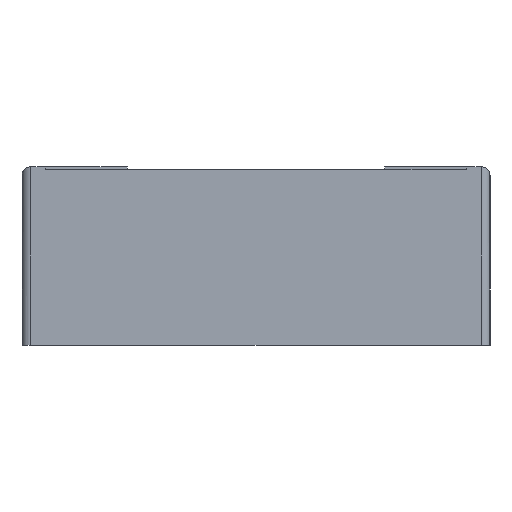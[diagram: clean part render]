
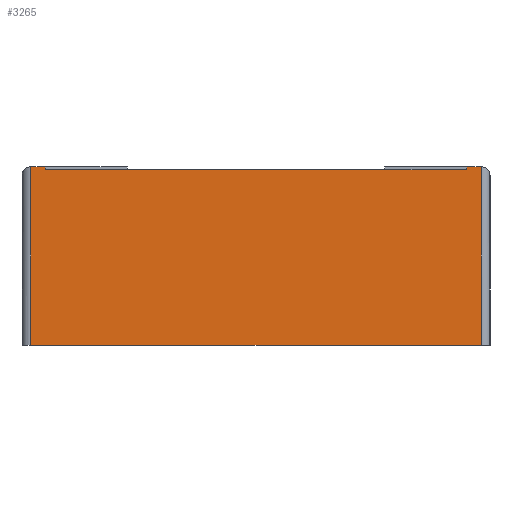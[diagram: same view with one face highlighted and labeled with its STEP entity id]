
A CAD part, left-side view. The second image highlights one B-rep face of the part: STEP entity #3265.
In plain terms, the highlighted planar face has unit normal (-1, 0, 0).
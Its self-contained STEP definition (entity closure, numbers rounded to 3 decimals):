
#111=PLANE('',#3426);
#266=FACE_OUTER_BOUND('',#442,.T.);
#442=EDGE_LOOP('',(#2496,#2497,#2498,#2499,#2500,#2501,#2502,#2503,#2504,
#2505,#2506,#2507));
#609=LINE('',#4929,#951);
#689=LINE('',#5123,#1031);
#698=LINE('',#5142,#1040);
#704=LINE('',#5154,#1046);
#705=LINE('',#5156,#1047);
#706=LINE('',#5158,#1048);
#707=LINE('',#5160,#1049);
#708=LINE('',#5162,#1050);
#709=LINE('',#5163,#1051);
#710=LINE('',#5165,#1052);
#711=LINE('',#5167,#1053);
#712=LINE('',#5168,#1054);
#951=VECTOR('',#3642,0.55);
#1031=VECTOR('',#3792,0.381);
#1040=VECTOR('',#3809,0.031);
#1046=VECTOR('',#3817,0.963);
#1047=VECTOR('',#3818,0.381);
#1048=VECTOR('',#3819,0.031);
#1049=VECTOR('',#3820,0.006);
#1050=VECTOR('',#3821,0.175);
#1051=VECTOR('',#3822,0.001);
#1052=VECTOR('',#3823,0.001);
#1053=VECTOR('',#3824,0.175);
#1054=VECTOR('',#3825,0.006);
#1410=VERTEX_POINT('',#4926);
#1411=VERTEX_POINT('',#4928);
#1489=VERTEX_POINT('',#5120);
#1490=VERTEX_POINT('',#5122);
#1496=VERTEX_POINT('',#5141);
#1501=VERTEX_POINT('',#5153);
#1502=VERTEX_POINT('',#5155);
#1503=VERTEX_POINT('',#5157);
#1504=VERTEX_POINT('',#5159);
#1505=VERTEX_POINT('',#5161);
#1506=VERTEX_POINT('',#5164);
#1507=VERTEX_POINT('',#5166);
#1758=EDGE_CURVE('',#1411,#1410,#609,.T.);
#1853=EDGE_CURVE('',#1489,#1490,#689,.T.);
#1863=EDGE_CURVE('',#1496,#1490,#698,.T.);
#1869=EDGE_CURVE('',#1501,#1489,#704,.T.);
#1870=EDGE_CURVE('',#1502,#1501,#705,.T.);
#1871=EDGE_CURVE('',#1502,#1503,#706,.T.);
#1872=EDGE_CURVE('',#1504,#1503,#707,.T.);
#1873=EDGE_CURVE('',#1505,#1504,#708,.T.);
#1874=EDGE_CURVE('',#1505,#1411,#709,.T.);
#1875=EDGE_CURVE('',#1506,#1410,#710,.T.);
#1876=EDGE_CURVE('',#1507,#1506,#711,.T.);
#1877=EDGE_CURVE('',#1507,#1496,#712,.T.);
#2496=ORIENTED_EDGE('',*,*,#1853,.F.);
#2497=ORIENTED_EDGE('',*,*,#1869,.F.);
#2498=ORIENTED_EDGE('',*,*,#1870,.F.);
#2499=ORIENTED_EDGE('',*,*,#1871,.T.);
#2500=ORIENTED_EDGE('',*,*,#1872,.F.);
#2501=ORIENTED_EDGE('',*,*,#1873,.F.);
#2502=ORIENTED_EDGE('',*,*,#1874,.T.);
#2503=ORIENTED_EDGE('',*,*,#1758,.T.);
#2504=ORIENTED_EDGE('',*,*,#1875,.F.);
#2505=ORIENTED_EDGE('',*,*,#1876,.F.);
#2506=ORIENTED_EDGE('',*,*,#1877,.T.);
#2507=ORIENTED_EDGE('',*,*,#1863,.T.);
#3265=ADVANCED_FACE('',(#266),#111,.F.);
#3426=AXIS2_PLACEMENT_3D('',#5152,#3815,#3816);
#3642=DIRECTION('',(0.,1.,0.));
#3792=DIRECTION('',(0.,0.,1.));
#3809=DIRECTION('',(0.,1.,0.));
#3815=DIRECTION('center_axis',(1.,0.,0.));
#3816=DIRECTION('ref_axis',(0.,0.,-1.));
#3817=DIRECTION('',(0.,1.,0.));
#3818=DIRECTION('',(0.,0.,-1.));
#3819=DIRECTION('',(0.,1.,0.));
#3820=DIRECTION('',(0.,0.,1.));
#3821=DIRECTION('',(0.,-1.,0.));
#3822=DIRECTION('',(0.,0.,1.));
#3823=DIRECTION('',(0.,0.,1.));
#3824=DIRECTION('',(0.,-1.,0.));
#3825=DIRECTION('',(0.,0.,1.));
#4926=CARTESIAN_POINT('',(-0.99,0.258,0.399));
#4928=CARTESIAN_POINT('',(-0.99,-0.292,0.399));
#4929=CARTESIAN_POINT('',(-0.99,-0.292,0.399));
#5120=CARTESIAN_POINT('',(-0.99,0.464,0.024));
#5122=CARTESIAN_POINT('',(-0.99,0.464,0.405));
#5123=CARTESIAN_POINT('',(-0.99,0.464,0.024));
#5141=CARTESIAN_POINT('',(-0.99,0.433,0.405));
#5142=CARTESIAN_POINT('',(-0.99,0.433,0.405));
#5152=CARTESIAN_POINT('Origin',(-0.99,-0.017,
0.211));
#5153=CARTESIAN_POINT('',(-0.99,-0.499,0.024));
#5154=CARTESIAN_POINT('',(-0.99,-0.499,0.024));
#5155=CARTESIAN_POINT('',(-0.99,-0.499,0.405));
#5156=CARTESIAN_POINT('',(-0.99,-0.499,0.405));
#5157=CARTESIAN_POINT('',(-0.99,-0.467,0.405));
#5158=CARTESIAN_POINT('',(-0.99,-0.499,0.405));
#5159=CARTESIAN_POINT('',(-0.99,-0.467,0.399));
#5160=CARTESIAN_POINT('',(-0.99,-0.467,0.399));
#5161=CARTESIAN_POINT('',(-0.99,-0.292,0.399));
#5162=CARTESIAN_POINT('',(-0.99,-0.292,0.399));
#5163=CARTESIAN_POINT('',(-0.99,-0.292,0.399));
#5164=CARTESIAN_POINT('',(-0.99,0.258,0.399));
#5165=CARTESIAN_POINT('',(-0.99,0.258,0.399));
#5166=CARTESIAN_POINT('',(-0.99,0.433,0.399));
#5167=CARTESIAN_POINT('',(-0.99,0.433,0.399));
#5168=CARTESIAN_POINT('',(-0.99,0.433,0.399));
